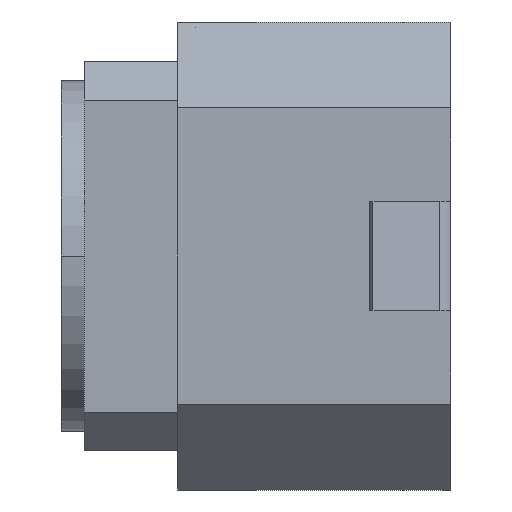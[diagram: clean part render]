
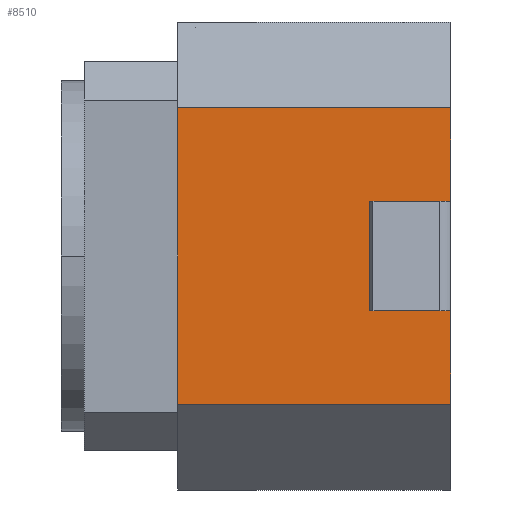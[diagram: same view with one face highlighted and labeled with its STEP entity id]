
A CAD part, left-side view. The second image highlights one B-rep face of the part: STEP entity #8510.
In plain terms, the highlighted planar face has unit normal (-1, 0, 0).
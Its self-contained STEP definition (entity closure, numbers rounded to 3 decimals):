
#45=DIRECTION('',(0.,0.,1.));
#46=VECTOR('',#45,1.2);
#47=CARTESIAN_POINT('',(-3.,0.,-1.9));
#48=LINE('',#47,#46);
#53=DIRECTION('',(0.,0.,1.));
#54=VECTOR('',#53,1.2);
#55=CARTESIAN_POINT('',(-3.,0.,0.7));
#56=LINE('',#55,#54);
#1881=DIRECTION('',(0.,1.,0.));
#1882=VECTOR('',#1881,3.5);
#1883=CARTESIAN_POINT('',(-3.,0.,1.9));
#1884=LINE('',#1883,#1882);
#1885=DIRECTION('',(0.,1.,0.));
#1886=VECTOR('',#1885,0.603);
#1887=CARTESIAN_POINT('',(-3.,0.,-0.7));
#1888=LINE('',#1887,#1886);
#1889=DIRECTION('',(0.,1.,0.));
#1890=VECTOR('',#1889,3.5);
#1891=CARTESIAN_POINT('',(-3.,0.,-1.9));
#1892=LINE('',#1891,#1890);
#1893=DIRECTION('',(0.,1.,0.));
#1894=VECTOR('',#1893,0.603);
#1895=CARTESIAN_POINT('',(-3.,0.,0.7));
#1896=LINE('',#1895,#1894);
#1897=DIRECTION('',(0.,0.,1.));
#1898=VECTOR('',#1897,1.4);
#1899=CARTESIAN_POINT('',(-3.,0.603,-0.7));
#1900=LINE('',#1899,#1898);
#2057=DIRECTION('',(0.,0.,1.));
#2058=VECTOR('',#2057,3.8);
#2059=CARTESIAN_POINT('',(-3.,3.5,-1.9));
#2060=LINE('',#2059,#2058);
#5502=CARTESIAN_POINT('',(-3.,0.,-1.9));
#5504=VERTEX_POINT('',#5502);
#5505=CARTESIAN_POINT('',(-3.,0.,1.9));
#5507=VERTEX_POINT('',#5505);
#5518=CARTESIAN_POINT('',(-3.,3.5,-1.9));
#5520=VERTEX_POINT('',#5518);
#5521=CARTESIAN_POINT('',(-3.,3.5,1.9));
#5522=VERTEX_POINT('',#5521);
#5602=CARTESIAN_POINT('',(-3.,0.603,-0.7));
#5604=VERTEX_POINT('',#5602);
#5606=CARTESIAN_POINT('',(-3.,0.603,0.7));
#5608=VERTEX_POINT('',#5606);
#5609=CARTESIAN_POINT('',(-3.,0.,-0.7));
#5610=VERTEX_POINT('',#5609);
#5611=CARTESIAN_POINT('',(-3.,0.,0.7));
#5612=VERTEX_POINT('',#5611);
#8490=CARTESIAN_POINT('',(-3.,0.,-1.9));
#8491=DIRECTION('',(-1.,0.,0.));
#8492=DIRECTION('',(0.,0.,1.));
#8493=AXIS2_PLACEMENT_3D('',#8490,#8491,#8492);
#8494=PLANE('',#8493);
#8496=ORIENTED_EDGE('',*,*,#8495,.F.);
#8497=ORIENTED_EDGE('',*,*,#8116,.F.);
#8499=ORIENTED_EDGE('',*,*,#8498,.T.);
#8501=ORIENTED_EDGE('',*,*,#8500,.T.);
#8502=ORIENTED_EDGE('',*,*,#8482,.F.);
#8503=ORIENTED_EDGE('',*,*,#8120,.F.);
#8505=ORIENTED_EDGE('',*,*,#8504,.T.);
#8507=ORIENTED_EDGE('',*,*,#8506,.F.);
#8508=EDGE_LOOP('',(#8496,#8497,#8499,#8501,#8502,#8503,#8505,#8507));
#8509=FACE_OUTER_BOUND('',#8508,.F.);
#8116=EDGE_CURVE('',#5504,#5610,#48,.T.);
#8120=EDGE_CURVE('',#5612,#5507,#56,.T.);
#8482=EDGE_CURVE('',#5507,#5522,#1884,.T.);
#8495=EDGE_CURVE('',#5610,#5604,#1888,.T.);
#8498=EDGE_CURVE('',#5504,#5520,#1892,.T.);
#8500=EDGE_CURVE('',#5520,#5522,#2060,.T.);
#8504=EDGE_CURVE('',#5612,#5608,#1896,.T.);
#8506=EDGE_CURVE('',#5604,#5608,#1900,.T.);
#8510=ADVANCED_FACE('',(#8509),#8494,.T.);
